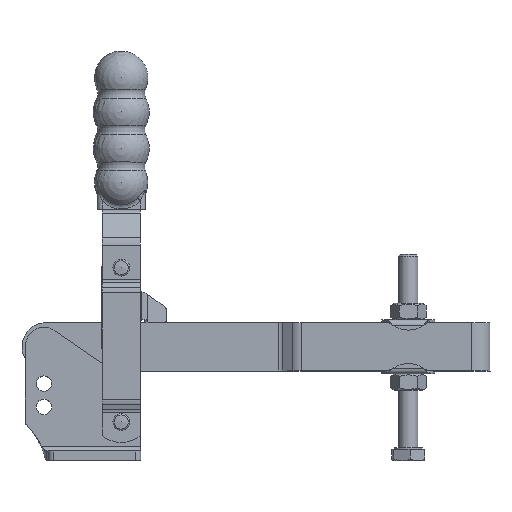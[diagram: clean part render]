
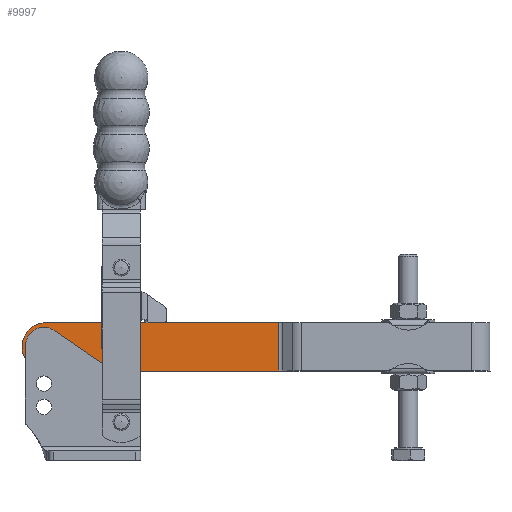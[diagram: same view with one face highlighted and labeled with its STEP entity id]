
A CAD part, top view. The second image highlights one B-rep face of the part: STEP entity #9997.
In plain terms, the highlighted planar face has unit normal (0, 0, 1).
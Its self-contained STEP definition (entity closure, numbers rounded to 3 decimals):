
#9151=CARTESIAN_POINT('',(-15.271,56.387,6.));
#9152=VERTEX_POINT('',#9151);
#9153=CARTESIAN_POINT('',(-18.446,56.386,6.));
#9154=DIRECTION('',(0.,0.,-1.0));
#9155=DIRECTION('',(-1.,0.,0.));
#9156=AXIS2_PLACEMENT_3D('',#9153,#9154,#9155);
#9157=CIRCLE('',#9156,3.175);
#9158=EDGE_CURVE('',#9152,#9152,#9157,.T.);
#9179=CARTESIAN_POINT('',(16.479,56.388,6.));
#9180=VERTEX_POINT('',#9179);
#9181=CARTESIAN_POINT('',(13.304,56.388,6.));
#9182=DIRECTION('',(0.,0.,-1.0));
#9183=DIRECTION('',(-1.,0.,0.));
#9184=AXIS2_PLACEMENT_3D('',#9181,#9182,#9183);
#9185=CIRCLE('',#9184,3.175);
#9186=EDGE_CURVE('',#9180,#9180,#9185,.T.);
#9741=CARTESIAN_POINT('',(78.75,65.89,6.));
#9742=VERTEX_POINT('',#9741);
#9750=CARTESIAN_POINT('',(78.75,45.89,6.));
#9751=VERTEX_POINT('',#9750);
#9752=CARTESIAN_POINT('',(78.75,45.89,6.));
#9753=DIRECTION('',(0.,1.,0.0));
#9754=VECTOR('',#9753,20.);
#9755=LINE('',#9752,#9754);
#9756=EDGE_CURVE('',#9751,#9742,#9755,.T.);
#9864=CARTESIAN_POINT('',(-17.445,45.886,6.));
#9865=VERTEX_POINT('',#9864);
#9866=CARTESIAN_POINT('',(78.75,45.89,6.));
#9867=DIRECTION('',(-1.,0.,0.0));
#9868=VECTOR('',#9867,96.196);
#9869=LINE('',#9866,#9868);
#9870=EDGE_CURVE('',#9751,#9865,#9869,.T.);
#9924=CARTESIAN_POINT('',(-17.446,65.886,6.));
#9925=VERTEX_POINT('',#9924);
#9926=CARTESIAN_POINT('',(-17.446,55.886,6.));
#9927=DIRECTION('',(0.,0.,-1.0));
#9928=DIRECTION('',(0.,1.,0.));
#9929=AXIS2_PLACEMENT_3D('',#9926,#9927,#9928);
#9930=CIRCLE('',#9929,10.);
#9931=EDGE_CURVE('',#9865,#9925,#9930,.T.);
#9975=CARTESIAN_POINT('',(141.696,55.893,6.));
#9976=DIRECTION('',(0.0,0.0,1.0));
#9977=DIRECTION('',(1.,0.,0.0));
#9978=AXIS2_PLACEMENT_3D('',#9975,#9976,#9977);
#9979=PLANE('',#9978);
#9980=ORIENTED_EDGE('',*,*,#9756,.T.);
#9981=CARTESIAN_POINT('',(78.75,65.89,6.));
#9982=DIRECTION('',(-1.,0.,0.));
#9983=VECTOR('',#9982,96.196);
#9984=LINE('',#9981,#9983);
#9985=EDGE_CURVE('',#9742,#9925,#9984,.T.);
#9986=ORIENTED_EDGE('',*,*,#9985,.T.);
#9987=ORIENTED_EDGE('',*,*,#9931,.F.);
#9988=ORIENTED_EDGE('',*,*,#9870,.F.);
#9989=EDGE_LOOP('',(#9980,#9986,#9987,#9988));
#9990=FACE_OUTER_BOUND('',#9989,.T.);
#9991=ORIENTED_EDGE('',*,*,#9158,.T.);
#9992=EDGE_LOOP('',(#9991));
#9993=FACE_BOUND('',#9992,.T.);
#9994=ORIENTED_EDGE('',*,*,#9186,.T.);
#9995=EDGE_LOOP('',(#9994));
#9996=FACE_BOUND('',#9995,.T.);
#9997=ADVANCED_FACE('',(#9990,#9993,#9996),#9979,.T.);
